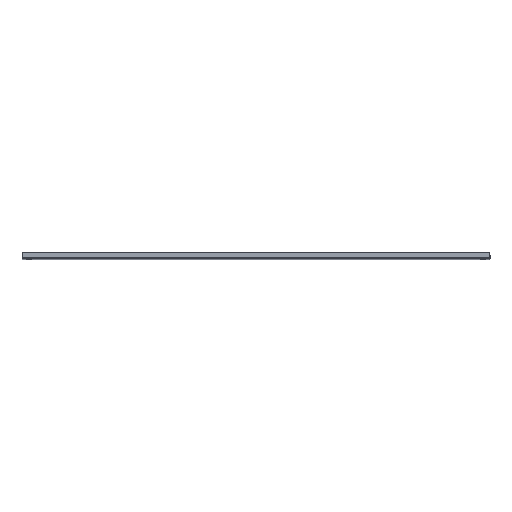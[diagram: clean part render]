
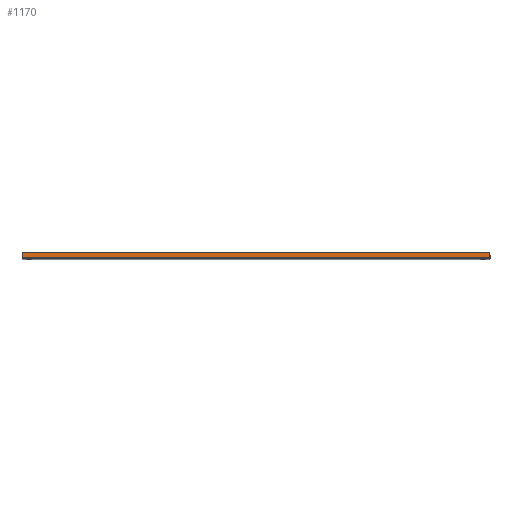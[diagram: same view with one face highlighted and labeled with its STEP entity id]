
A CAD part, top view. The second image highlights one B-rep face of the part: STEP entity #1170.
In plain terms, the highlighted planar face has unit normal (0, 0, 1).
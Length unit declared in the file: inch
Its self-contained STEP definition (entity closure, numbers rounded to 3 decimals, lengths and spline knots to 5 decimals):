
#3 = CARTESIAN_POINT ( 'NONE',  ( -29.87492, 0.875, 34. ) ) ;
#149 = CARTESIAN_POINT ( 'NONE',  ( 29.815, 0.875, 34. ) ) ;
#230 = CARTESIAN_POINT ( 'NONE',  ( 29.87492, 0.11039, 34. ) ) ;
#254 = EDGE_CURVE ( 'NONE', #1743, #2291, #2195, .T. ) ;
#636 = VECTOR ( 'NONE', #1175, 39.37008 ) ;
#657 = CARTESIAN_POINT ( 'NONE',  ( 29.87492, 0.185, 34. ) ) ;
#785 = ORIENTED_EDGE ( 'NONE', *, *, #254, .F. ) ;
#1073 = CARTESIAN_POINT ( 'NONE',  ( -29.815, 0.11039, 34. ) ) ;
#1091 = EDGE_LOOP ( 'NONE', ( #785, #2835, #2408, #1398 ) ) ;
#1170 = ADVANCED_FACE ( 'NONE', ( #2774 ), #2444, .T. ) ;
#1175 = DIRECTION ( 'NONE',  ( 0., 1., 0. ) ) ;
#1284 = EDGE_CURVE ( 'NONE', #1376, #2598, #2844, .T. ) ;
#1315 = DIRECTION ( 'NONE',  ( 0., 0., 1. ) ) ;
#1376 = VERTEX_POINT ( 'NONE', #1630 ) ;
#1398 = ORIENTED_EDGE ( 'NONE', *, *, #1825, .T. ) ;
#1597 = DIRECTION ( 'NONE',  ( -1., 0., 0. ) ) ;
#1630 = CARTESIAN_POINT ( 'NONE',  ( 29.87492, 0.875, 34. ) ) ;
#1743 = VERTEX_POINT ( 'NONE', #657 ) ;
#1768 = DIRECTION ( 'NONE',  ( -1., 0., 0. ) ) ;
#1825 = EDGE_CURVE ( 'NONE', #2598, #2291, #2361, .T. ) ;
#2195 = LINE ( 'NONE', #2991, #2505 ) ;
#2230 = CARTESIAN_POINT ( 'NONE',  ( -29.87492, 0.185, 34. ) ) ;
#2237 = VECTOR ( 'NONE', #1768, 39.37008 ) ;
#2291 = VERTEX_POINT ( 'NONE', #2230 ) ;
#2297 = VECTOR ( 'NONE', #2373, 39.37008 ) ;
#2347 = EDGE_CURVE ( 'NONE', #1743, #1376, #2930, .T. ) ;
#2361 = LINE ( 'NONE', #2858, #2297 ) ;
#2373 = DIRECTION ( 'NONE',  ( 0., -1., 0. ) ) ;
#2408 = ORIENTED_EDGE ( 'NONE', *, *, #1284, .T. ) ;
#2444 = PLANE ( 'NONE',  #2551 ) ;
#2453 = DIRECTION ( 'NONE',  ( 0., -1., 0. ) ) ;
#2505 = VECTOR ( 'NONE', #1597, 39.37008 ) ;
#2551 = AXIS2_PLACEMENT_3D ( 'NONE', #1073, #1315, #2453 ) ;
#2598 = VERTEX_POINT ( 'NONE', #3 ) ;
#2774 = FACE_OUTER_BOUND ( 'NONE', #1091, .T. ) ;
#2835 = ORIENTED_EDGE ( 'NONE', *, *, #2347, .T. ) ;
#2844 = LINE ( 'NONE', #149, #2237 ) ;
#2858 = CARTESIAN_POINT ( 'NONE',  ( -29.87492, 0.11039, 34. ) ) ;
#2930 = LINE ( 'NONE', #230, #636 ) ;
#2991 = CARTESIAN_POINT ( 'NONE',  ( -29.815, 0.185, 34. ) ) ;
